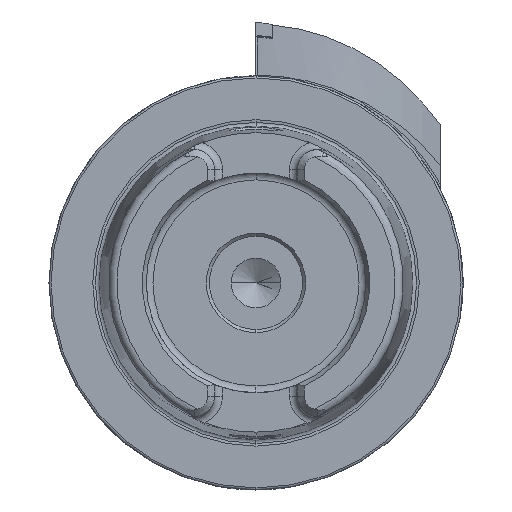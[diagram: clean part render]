
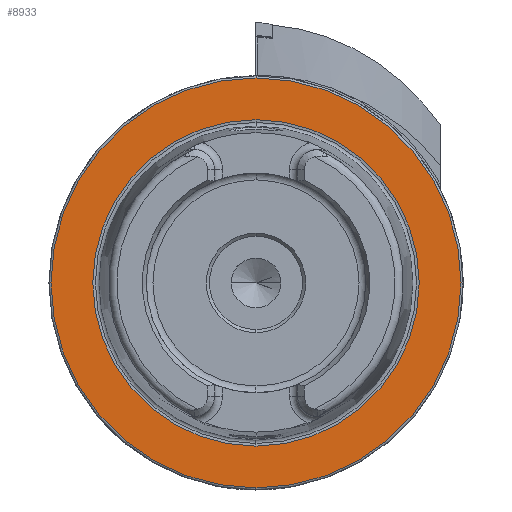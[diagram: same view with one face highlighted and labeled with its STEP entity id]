
A CAD part, left-side view. The second image highlights one B-rep face of the part: STEP entity #8933.
In plain terms, the highlighted planar face has unit normal (-1, 0, 0).
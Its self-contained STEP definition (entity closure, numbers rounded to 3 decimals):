
#284 = DIRECTION ( 'NONE',  ( 0., 0., -1. ) ) ;
#291 = PLANE ( 'NONE',  #9233 ) ;
#294 = DIRECTION ( 'NONE',  ( 1., 0., 0. ) ) ;
#315 = CARTESIAN_POINT ( 'NONE',  ( 0., 49.5, 0. ) ) ;
#1904 = DIRECTION ( 'NONE',  ( 0., 0., 1. ) ) ;
#1905 = DIRECTION ( 'NONE',  ( -1., 0., 0. ) ) ;
#1906 = CARTESIAN_POINT ( 'NONE',  ( 0., 0., 0. ) ) ;
#2744 = CIRCLE ( 'NONE', #12750, 39.405 ) ;
#2790 = CIRCLE ( 'NONE', #12748, 39.405 ) ;
#2861 = CIRCLE ( 'NONE', #12752, 49.5 ) ;
#3503 = EDGE_CURVE ( 'NONE', #10032, #10054, #6039, .T. ) ;
#5185 = ORIENTED_EDGE ( 'NONE', *, *, #9192, .F. ) ;
#5186 = ORIENTED_EDGE ( 'NONE', *, *, #11985, .F. ) ;
#5187 = ORIENTED_EDGE ( 'NONE', *, *, #9182, .T. ) ;
#5188 = ORIENTED_EDGE ( 'NONE', *, *, #3503, .T. ) ;
#6039 = CIRCLE ( 'NONE', #9064, 49.5 ) ;
#8933 = ADVANCED_FACE ( 'NONE', ( #12316, #12315 ), #291, .F. ) ;
#9064 = AXIS2_PLACEMENT_3D ( 'NONE', #1906, #1905, #1904 ) ;
#9182 = EDGE_CURVE ( 'NONE', #10054, #10032, #2861, .T. ) ;
#9192 = EDGE_CURVE ( 'NONE', #10094, #10086, #2790, .T. ) ;
#9233 = AXIS2_PLACEMENT_3D ( 'NONE', #315, #294, #284 ) ;
#10032 = VERTEX_POINT ( 'NONE', #11441 ) ;
#10054 = VERTEX_POINT ( 'NONE', #11442 ) ;
#10086 = VERTEX_POINT ( 'NONE', #11095 ) ;
#10094 = VERTEX_POINT ( 'NONE', #11570 ) ;
#10729 = EDGE_LOOP ( 'NONE', ( #5185, #5186 ) ) ;
#10742 = EDGE_LOOP ( 'NONE', ( #5188, #5187 ) ) ;
#11089 = DIRECTION ( 'NONE',  ( -1., 0., 0. ) ) ;
#11095 = CARTESIAN_POINT ( 'NONE',  ( 0., 0., -39.405 ) ) ;
#11134 = CARTESIAN_POINT ( 'NONE',  ( 0., 0., 0. ) ) ;
#11255 = DIRECTION ( 'NONE',  ( -1., 0., 0. ) ) ;
#11259 = CARTESIAN_POINT ( 'NONE',  ( 0., 0., 0. ) ) ;
#11261 = DIRECTION ( 'NONE',  ( 0., 0., 1. ) ) ;
#11441 = CARTESIAN_POINT ( 'NONE',  ( 0., 0., 49.5 ) ) ;
#11442 = CARTESIAN_POINT ( 'NONE',  ( 0., 0., -49.5 ) ) ;
#11480 = DIRECTION ( 'NONE',  ( 0., 0., 1. ) ) ;
#11570 = CARTESIAN_POINT ( 'NONE',  ( 0., 0., 39.405 ) ) ;
#11574 = DIRECTION ( 'NONE',  ( -1., 0., 0. ) ) ;
#11575 = CARTESIAN_POINT ( 'NONE',  ( 0., 0., 0. ) ) ;
#11578 = DIRECTION ( 'NONE',  ( 0., 0., 1. ) ) ;
#11985 = EDGE_CURVE ( 'NONE', #10086, #10094, #2744, .T. ) ;
#12315 = FACE_OUTER_BOUND ( 'NONE', #10742, .T. ) ;
#12316 = FACE_BOUND ( 'NONE', #10729, .T. ) ;
#12748 = AXIS2_PLACEMENT_3D ( 'NONE', #11134, #11089, #11480 ) ;
#12750 = AXIS2_PLACEMENT_3D ( 'NONE', #11259, #11255, #11261 ) ;
#12752 = AXIS2_PLACEMENT_3D ( 'NONE', #11575, #11574, #11578 ) ;
